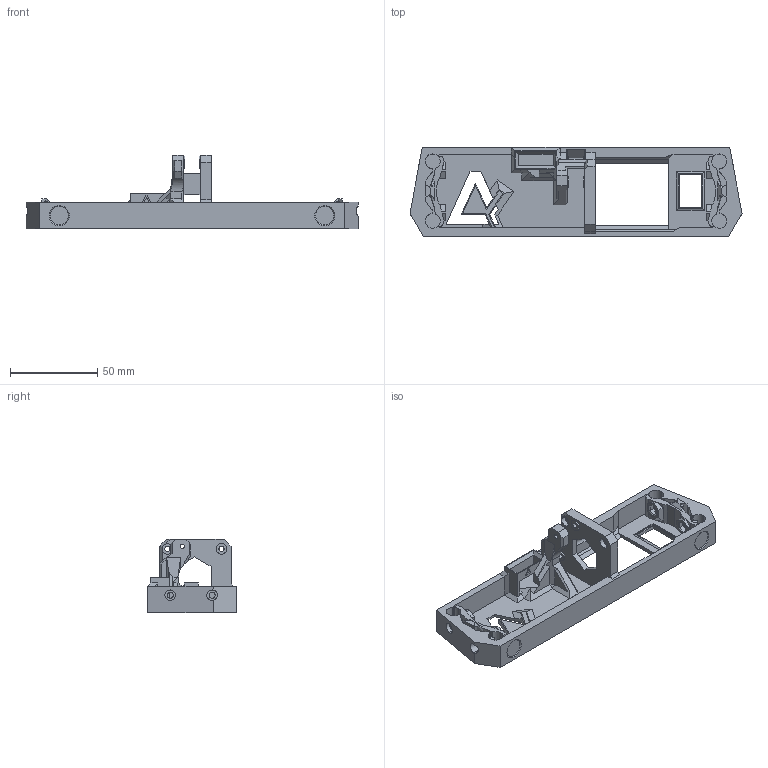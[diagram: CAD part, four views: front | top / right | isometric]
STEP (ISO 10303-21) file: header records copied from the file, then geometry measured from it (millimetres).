
FILE_DESCRIPTION (( 'STEP AP203' ), '1' );
FILE_NAME ('01_Face avant.STEP', '2016-11-28T09:09:13', ( '' ), ( '' ), 'SwSTEP 2.0', 'SolidWorks 2016', '' );
FILE_SCHEMA (( 'CONFIG_CONTROL_DESIGN' ));
Length unit declared in the file: millimetre
Products named in the file (1): 01_Face avant
Bounding box: 190 x 51 x 42 mm (x, y, z)
Volume: 59614.6 mm3; surface area: 37259.9 mm2
Topology: 1 solids, 1 shells, 676 faces, 1848 edges, 1196 vertices
Faces by surface type: plane 436, cylinder 127, bspline 105, cone 8
Entity records: 27409 total; most frequent: CARTESIAN_POINT 11096, ORIENTED_EDGE 3696, DIRECTION 2814, EDGE_CURVE 1848, LINE 1346, VECTOR 1346, VERTEX_POINT 1196, EDGE_LOOP 740
